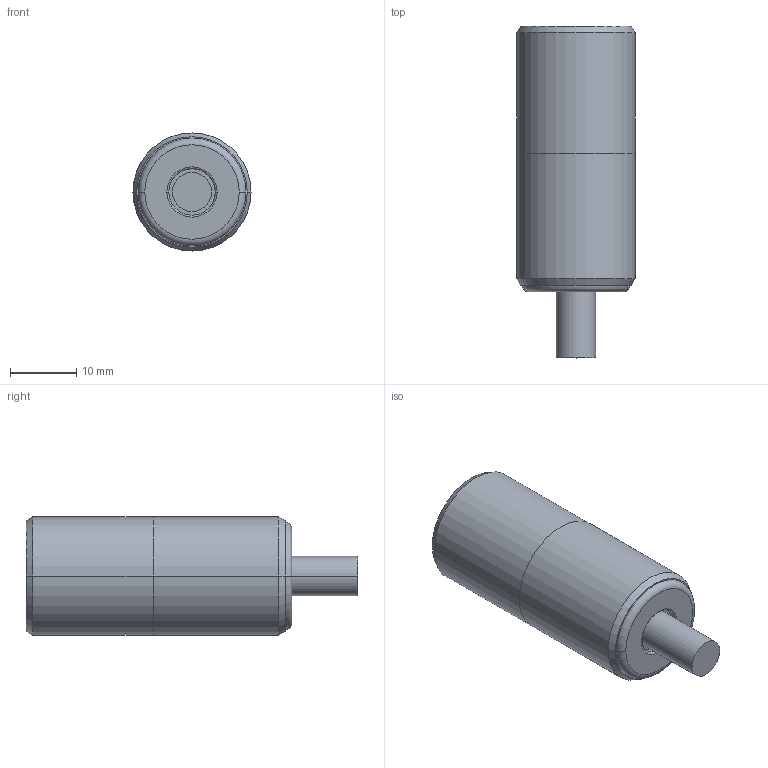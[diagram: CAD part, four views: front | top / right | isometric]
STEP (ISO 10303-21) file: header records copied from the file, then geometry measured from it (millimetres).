
FILE_DESCRIPTION((''),'2;1');
FILE_NAME('DM_CAD-2136_SW0001','2015-06-24T',('Creinig-se'),(''),'PRO/ENGINEER BY PARAMETRIC TECHNOLOGY CORPORATION, 2013050','PRO/ENGINEER BY PARAMETRIC TECHNOLOGY CORPORATION, 2013050','');
FILE_SCHEMA(('CONFIG_CONTROL_DESIGN'));
Length unit declared in the file: millimetre
Products named in the file (1): DM_CAD-2136_SW0001
Bounding box: 17.88 x 50.23 x 17.88 mm (x, y, z)
Volume: 10286.4 mm3; surface area: 2910 mm2
Topology: 1 solids, 1 shells, 21 faces, 91 edges, 126 vertices
Faces by surface type: cylinder 8, plane 5, cone 4, torus 4
Entity records: 1218 total; most frequent: DIRECTION 179, CARTESIAN_POINT 137, ORIENTED_EDGE 80, PRESENTATION_STYLE_ASSIGNMENT 73, STYLED_ITEM 73, AXIS2_PLACEMENT_3D 66, CURVE_STYLE 52, TRIMMED_CURVE 51
